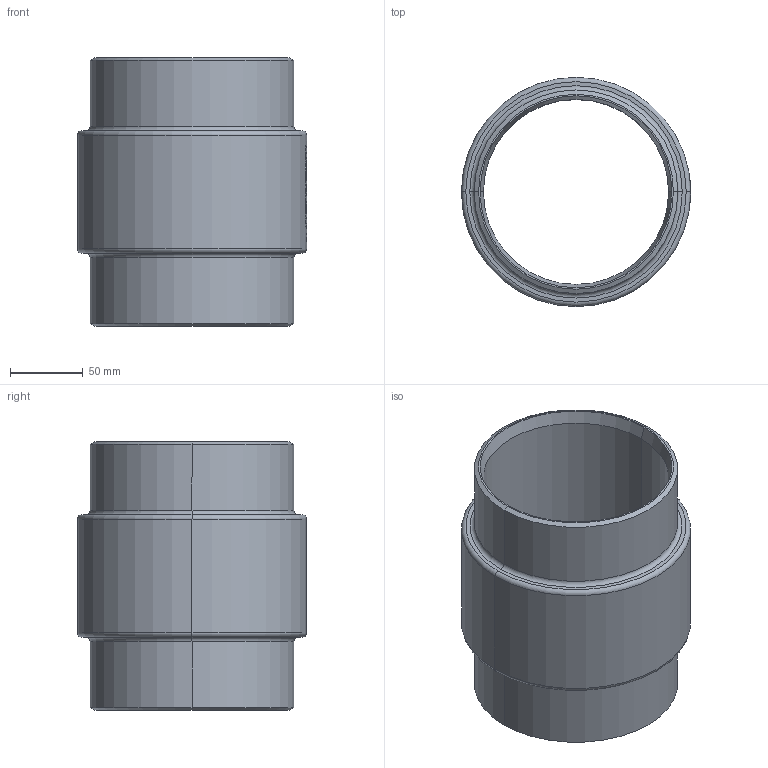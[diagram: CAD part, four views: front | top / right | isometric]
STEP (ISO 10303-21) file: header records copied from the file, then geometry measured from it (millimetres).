
FILE_DESCRIPTION (( 'STEP AP214' ), '1' );
FILE_NAME ('7110000_DN125_ PN16 51420141.STEP', '2022-03-17T10:36:15', ( 'axxx' ), ( 'Hewlett-Packard Company' ), 'SwSTEP 2.0', 'SolidWorks 2019', '' );
FILE_SCHEMA (( 'AUTOMOTIVE_DESIGN' ));
Length unit declared in the file: millimetre
Products named in the file (1): 7110000_DN125_ PN16 51420141
Bounding box: 157.2 x 157.2 x 184 mm (x, y, z)
Volume: 817210 mm3; surface area: 171174.7 mm2
Topology: 1 solids, 1 shells, 501 faces, 1343 edges, 890 vertices
Faces by surface type: plane 266, bspline 184, cylinder 35, torus 8, cone 8
Entity records: 26128 total; most frequent: CARTESIAN_POINT 14910, ORIENTED_EDGE 2686, DIRECTION 1659, EDGE_CURVE 1343, VERTEX_POINT 890, VECTOR 769, LINE 769, EDGE_LOOP 549
